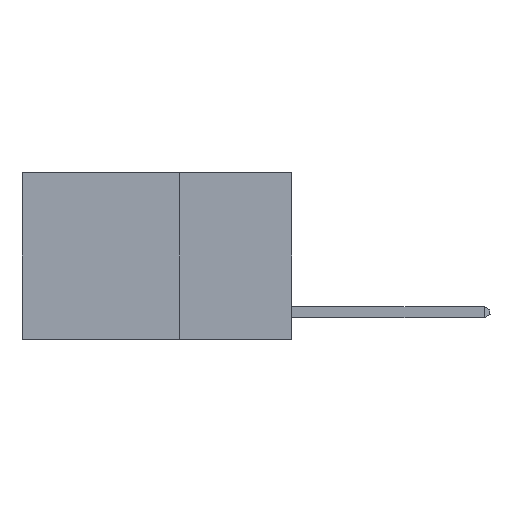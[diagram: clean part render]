
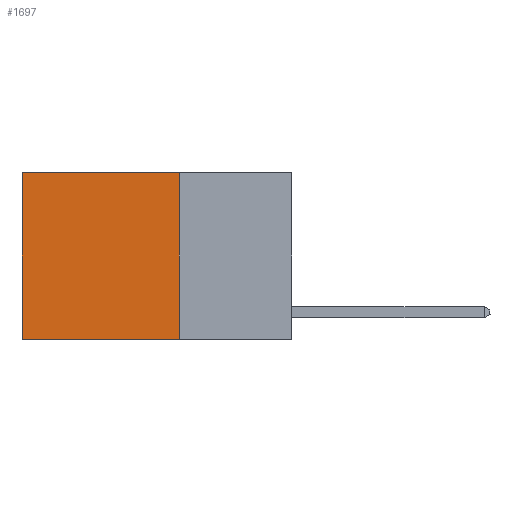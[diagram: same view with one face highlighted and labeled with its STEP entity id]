
A CAD part, left-side view. The second image highlights one B-rep face of the part: STEP entity #1697.
In plain terms, the highlighted planar face has unit normal (-1, 0, 0).
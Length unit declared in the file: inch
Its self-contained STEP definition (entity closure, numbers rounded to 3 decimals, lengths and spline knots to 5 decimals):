
#37 = EDGE_CURVE ( 'NONE', #6821, #1149, #4879, .T. ) ;
#145 = DIRECTION ( 'NONE',  ( 0., 1., 0. ) ) ;
#230 = LINE ( 'NONE', #3633, #7482 ) ;
#495 = DIRECTION ( 'NONE',  ( 0., 0., -1. ) ) ;
#1149 = VERTEX_POINT ( 'NONE', #6228 ) ;
#1337 = DIRECTION ( 'NONE',  ( 0., 1., 0. ) ) ;
#1697 = ADVANCED_FACE ( 'NONE', ( #3904 ), #10605, .F. ) ;
#2107 = CARTESIAN_POINT ( 'NONE',  ( 0.2625, 0.6, 0. ) ) ;
#2954 = DIRECTION ( 'NONE',  ( 1., 0., 0. ) ) ;
#3011 = CARTESIAN_POINT ( 'NONE',  ( 0.2625, 0.25, 0. ) ) ;
#3351 = VECTOR ( 'NONE', #1337, 39.37008 ) ;
#3633 = CARTESIAN_POINT ( 'NONE',  ( 0.2625, 0.25, -0.37 ) ) ;
#3904 = FACE_OUTER_BOUND ( 'NONE', #5065, .T. ) ;
#4008 = AXIS2_PLACEMENT_3D ( 'NONE', #9019, #2954, #10765 ) ;
#4220 = EDGE_CURVE ( 'NONE', #1149, #5318, #230, .T. ) ;
#4468 = ORIENTED_EDGE ( 'NONE', *, *, #4896, .T. ) ;
#4521 = ORIENTED_EDGE ( 'NONE', *, *, #4220, .F. ) ;
#4603 = LINE ( 'NONE', #2107, #11021 ) ;
#4879 = LINE ( 'NONE', #8303, #8097 ) ;
#4896 = EDGE_CURVE ( 'NONE', #6009, #5318, #4603, .T. ) ;
#5065 = EDGE_LOOP ( 'NONE', ( #4468, #4521, #7514, #7987 ) ) ;
#5318 = VERTEX_POINT ( 'NONE', #7277 ) ;
#6009 = VERTEX_POINT ( 'NONE', #7072 ) ;
#6016 = EDGE_CURVE ( 'NONE', #6821, #6009, #6447, .T. ) ;
#6228 = CARTESIAN_POINT ( 'NONE',  ( 0.2625, 0.25, -0.37 ) ) ;
#6447 = LINE ( 'NONE', #3011, #3351 ) ;
#6821 = VERTEX_POINT ( 'NONE', #7733 ) ;
#7072 = CARTESIAN_POINT ( 'NONE',  ( 0.2625, 0.6, 0. ) ) ;
#7277 = CARTESIAN_POINT ( 'NONE',  ( 0.2625, 0.6, -0.37 ) ) ;
#7482 = VECTOR ( 'NONE', #145, 39.37008 ) ;
#7514 = ORIENTED_EDGE ( 'NONE', *, *, #37, .F. ) ;
#7733 = CARTESIAN_POINT ( 'NONE',  ( 0.2625, 0.25, 0. ) ) ;
#7987 = ORIENTED_EDGE ( 'NONE', *, *, #6016, .T. ) ;
#8097 = VECTOR ( 'NONE', #10860, 39.37008 ) ;
#8303 = CARTESIAN_POINT ( 'NONE',  ( 0.2625, 0.25, 0. ) ) ;
#9019 = CARTESIAN_POINT ( 'NONE',  ( 0.2625, 0.25, 0. ) ) ;
#10605 = PLANE ( 'NONE',  #4008 ) ;
#10765 = DIRECTION ( 'NONE',  ( 0., 0., -1. ) ) ;
#10860 = DIRECTION ( 'NONE',  ( 0., 0., -1. ) ) ;
#11021 = VECTOR ( 'NONE', #495, 39.37008 ) ;
